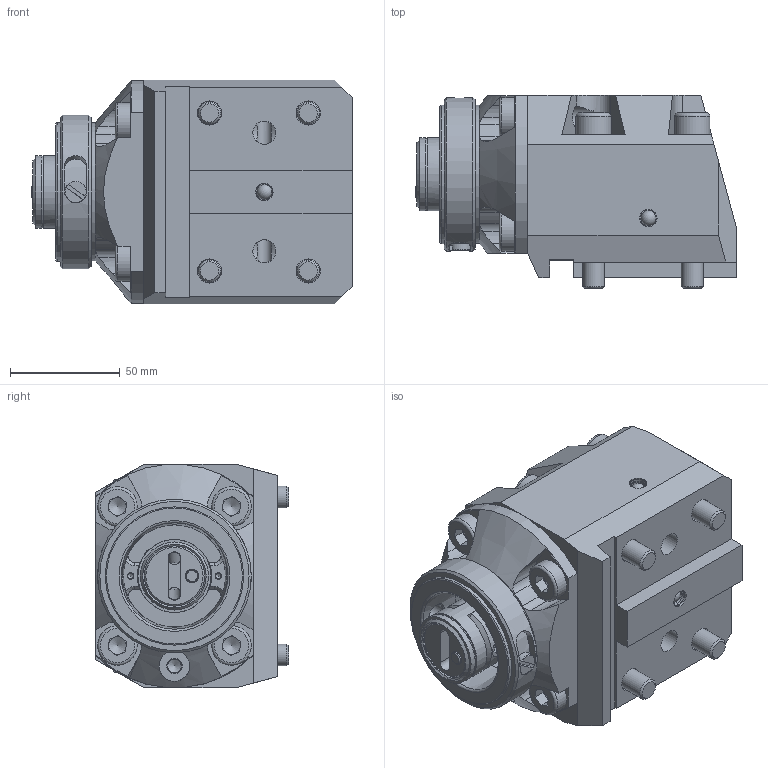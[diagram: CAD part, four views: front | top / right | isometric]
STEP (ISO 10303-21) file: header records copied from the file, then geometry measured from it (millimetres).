
FILE_DESCRIPTION (( 'STEP AP214' ), '1' );
FILE_NAME ('REA.HA6.DOS.040-11.STEP', '2021-09-17T07:45:20', ( '' ), ( '' ), 'SwSTEP 2.0', 'SolidWorks 2017', '' );
FILE_SCHEMA (( 'AUTOMOTIVE_DESIGN' ));
Length unit declared in the file: millimetre
Products named in the file (19): DIN 7984 - M12 x 20_DIN 7984 - M12 x 20 --- 20N; DIN 3771 - 58x2.5; ISO 13337 - 5 x 14_ISO13337 5x16; HA6-ER3.003.014; Stift6; ISO 4762 - M10 x 70_PreviewCfg; U63-HA6.001.040_D; Backe6; Dichtung6; KVT_MB_600_080; REA-HA6.DOS.040-11_A; DIN 3771 - 17x2; U63-ER1.001.014_A; REA.HA6.DOS.040-11; HA6-ER1.001.000; U63.HA6.001.040; Spindel6; HA6-ER2.002.010; Grundkörper1
Assembly tree (27 placements, depth 4):
  REA.HA6.DOS.040-11
    REA-HA6.DOS.040-11_A
    KVT_MB_600_080  x3
    U63.HA6.001.040
      U63-HA6.001.040_D
      HA6-ER3.003.014
      ISO 13337 - 5 x 14_ISO13337 5x16
      HA6-ER2.002.010
      U63-ER1.001.014_A
      DIN 3771 - 58x2.5
      DIN 7984 - M12 x 20_DIN 7984 - M12 x 20 --- 20N  x4
      HA6-ER1.001.000
        Grundkörper1
        Dichtung6
        Backe6  x2
        Spindel6
        Stift6
        DIN 3771 - 17x2
    ISO 4762 - M10 x 70_PreviewCfg  x4
Bounding box: 145.95 x 88 x 102 mm (x, y, z)
Volume: 781710.2 mm3; surface area: 152703.7 mm2
Topology: 28 solids, 28 shells, 587 faces, 1389 edges, 867 vertices
Faces by surface type: plane 290, cylinder 152, cone 109, torus 27, bspline 6, sphere 3
Full cylindrical faces by diameter (mm): 2.5 x2, 5 x1, 5.75 x2, 5.8 x2, 5.9 x1, 6 x2, 6.8 x6, 7 x3, 8 x13, 8.5 x2, 9.9 x1, 10 x6, 10.2 x4, 10.5 x2, 11 x4, 12 x4, 13 x5, 13.2 x1, 14 x2, 16 x5, 16.6 x1, 18 x4, 19.9 x2, 20 x1, 20.7 x1, 21.25 x1, 26.5 x2, 28.1 x1, 29 x1, 33.25 x1
Entity records: 14708 total; most frequent: CARTESIAN_POINT 4444, DIRECTION 1967, ORIENTED_EDGE 1686, EDGE_CURVE 843, AXIS2_PLACEMENT_3D 797, EDGE_LOOP 645, VERTEX_POINT 616, FACE_OUTER_BOUND 511
